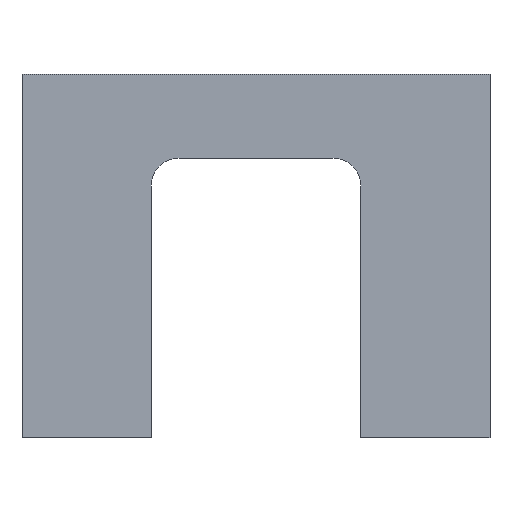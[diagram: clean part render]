
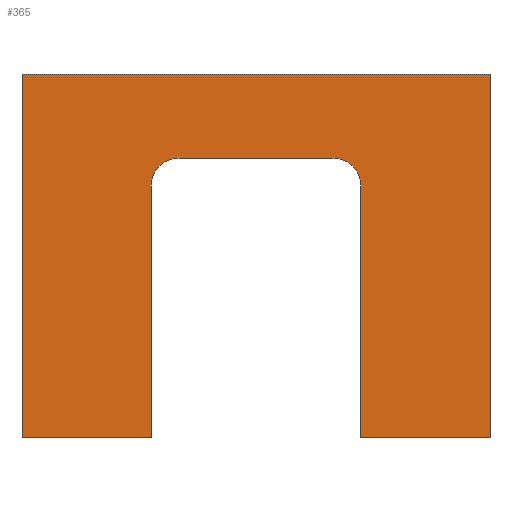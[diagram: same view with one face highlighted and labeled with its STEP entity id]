
A CAD part, front view. The second image highlights one B-rep face of the part: STEP entity #365.
In plain terms, the highlighted planar face has unit normal (0, -1, 0).
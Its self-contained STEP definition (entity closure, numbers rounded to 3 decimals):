
#2=DIRECTION('',(0.,0.,-1.));
#3=VECTOR('',#2,52.);
#4=CARTESIAN_POINT('',(33.5,0.,0.));
#5=LINE('',#4,#3);
#6=DIRECTION('',(-1.,0.,0.));
#7=VECTOR('',#6,18.5);
#8=CARTESIAN_POINT('',(33.5,0.,-52.));
#9=LINE('',#8,#7);
#10=DIRECTION('',(0.,0.,1.));
#11=VECTOR('',#10,36.);
#12=CARTESIAN_POINT('',(15.,0.,-52.));
#13=LINE('',#12,#11);
#14=CARTESIAN_POINT('',(11.,0.,-16.));
#15=DIRECTION('',(0.,-1.,0.));
#16=DIRECTION('',(1.,0.,0.));
#17=AXIS2_PLACEMENT_3D('',#14,#15,#16);
#19=DIRECTION('',(-1.,0.,0.));
#20=VECTOR('',#19,22.);
#21=CARTESIAN_POINT('',(11.,0.,-12.));
#22=LINE('',#21,#20);
#23=CARTESIAN_POINT('',(-11.,0.,-16.));
#24=DIRECTION('',(0.,-1.,0.));
#25=DIRECTION('',(0.,0.,1.));
#26=AXIS2_PLACEMENT_3D('',#23,#24,#25);
#28=DIRECTION('',(0.,0.,-1.));
#29=VECTOR('',#28,36.);
#30=CARTESIAN_POINT('',(-15.,0.,-16.));
#31=LINE('',#30,#29);
#32=DIRECTION('',(-1.,0.,0.));
#33=VECTOR('',#32,18.5);
#34=CARTESIAN_POINT('',(-15.,0.,-52.));
#35=LINE('',#34,#33);
#36=DIRECTION('',(0.,0.,1.));
#37=VECTOR('',#36,52.);
#38=CARTESIAN_POINT('',(-33.5,0.,-52.));
#39=LINE('',#38,#37);
#40=DIRECTION('',(1.,0.,0.));
#41=VECTOR('',#40,67.);
#42=CARTESIAN_POINT('',(-33.5,0.,0.));
#43=LINE('',#42,#41);
#258=CARTESIAN_POINT('',(33.5,0.,0.));
#259=CARTESIAN_POINT('',(33.5,0.,-52.));
#260=VERTEX_POINT('',#258);
#261=VERTEX_POINT('',#259);
#262=CARTESIAN_POINT('',(15.,0.,-52.));
#263=VERTEX_POINT('',#262);
#264=CARTESIAN_POINT('',(15.,0.,-16.));
#265=VERTEX_POINT('',#264);
#266=CARTESIAN_POINT('',(11.,0.,-12.));
#267=CARTESIAN_POINT('',(-11.,0.,-12.));
#268=VERTEX_POINT('',#266);
#269=VERTEX_POINT('',#267);
#270=CARTESIAN_POINT('',(-15.,0.,-16.));
#271=CARTESIAN_POINT('',(-15.,0.,-52.));
#272=VERTEX_POINT('',#270);
#273=VERTEX_POINT('',#271);
#274=CARTESIAN_POINT('',(-33.5,0.,-52.));
#275=VERTEX_POINT('',#274);
#276=CARTESIAN_POINT('',(-33.5,0.,0.));
#277=VERTEX_POINT('',#276);
#338=CARTESIAN_POINT('',(0.,0.,0.));
#339=DIRECTION('',(0.,1.,0.));
#340=DIRECTION('',(1.,0.,0.));
#341=AXIS2_PLACEMENT_3D('',#338,#339,#340);
#342=PLANE('',#341);
#344=ORIENTED_EDGE('',*,*,#343,.T.);
#346=ORIENTED_EDGE('',*,*,#345,.T.);
#348=ORIENTED_EDGE('',*,*,#347,.T.);
#350=ORIENTED_EDGE('',*,*,#349,.T.);
#352=ORIENTED_EDGE('',*,*,#351,.T.);
#354=ORIENTED_EDGE('',*,*,#353,.T.);
#356=ORIENTED_EDGE('',*,*,#355,.T.);
#358=ORIENTED_EDGE('',*,*,#357,.T.);
#360=ORIENTED_EDGE('',*,*,#359,.T.);
#362=ORIENTED_EDGE('',*,*,#361,.T.);
#363=EDGE_LOOP('',(#344,#346,#348,#350,#352,#354,#356,#358,#360,#362));
#364=FACE_OUTER_BOUND('',#363,.F.);
#365=ADVANCED_FACE('',(#364),#342,.F.);
#18=CIRCLE('',#17,4.);
#27=CIRCLE('',#26,4.);
#343=EDGE_CURVE('',#260,#261,#5,.T.);
#345=EDGE_CURVE('',#261,#263,#9,.T.);
#347=EDGE_CURVE('',#263,#265,#13,.T.);
#349=EDGE_CURVE('',#265,#268,#18,.T.);
#351=EDGE_CURVE('',#268,#269,#22,.T.);
#353=EDGE_CURVE('',#269,#272,#27,.T.);
#355=EDGE_CURVE('',#272,#273,#31,.T.);
#357=EDGE_CURVE('',#273,#275,#35,.T.);
#359=EDGE_CURVE('',#275,#277,#39,.T.);
#361=EDGE_CURVE('',#277,#260,#43,.T.);
